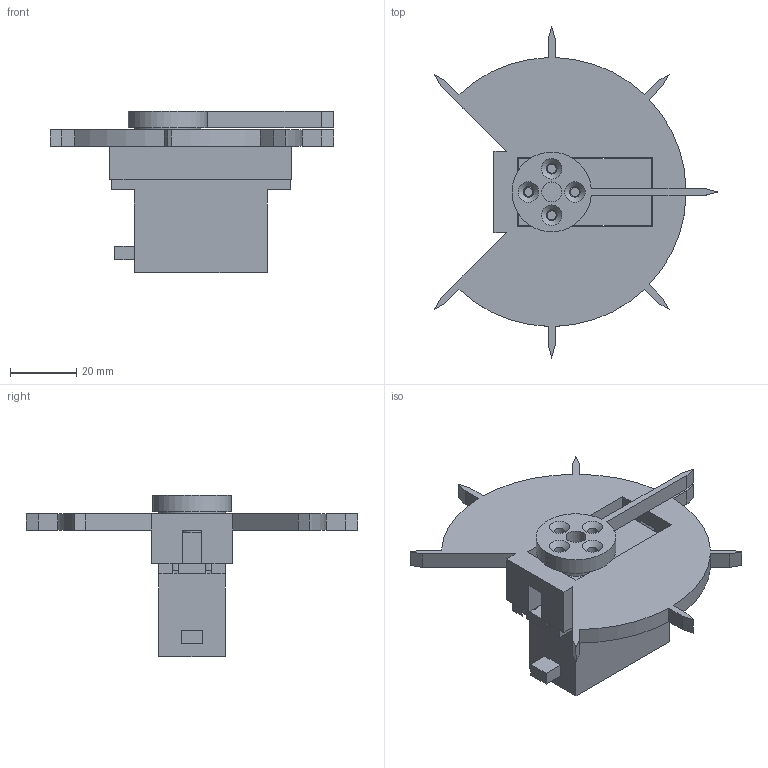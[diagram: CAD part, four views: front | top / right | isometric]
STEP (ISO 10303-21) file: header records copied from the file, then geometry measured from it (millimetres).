
FILE_DESCRIPTION(/* description */ ('','CAx-IF Rec.Pracs.---Representation and Presentation of Product Manufacturing Information (PMI)---4.0---2014-10-13'),/* implementation_level */ '2;1');
FILE_NAME(/* name */ 'ServoCalibrationJig.step',/* time_stamp */ '2025-03-06T23:09:07-08:00',/* author */ (''),/* organization */ (''),/* preprocessor_version */ 'ST-DEVELOPER v20',/* originating_system */ 'Autodesk Translation Framework v13.20.0.188',/* authorisation */ '');
FILE_SCHEMA (('AP242_MANAGED_MODEL_BASED_3D_ENGINEERING_MIM_LF { 1 0 10303 442 1 1 4 }'));
Length unit declared in the file: millimetre
Products named in the file (4): Servo Calibration Jig; DS3235 Servo - Metal Horn; ServoMount; ServoDial
Assembly tree (3 placements, depth 2):
  Servo Calibration Jig
    DS3235 Servo - Metal Horn
    ServoMount
    ServoDial
Bounding box: 85.36 x 100 x 48.7 mm (x, y, z)
Volume: 55301.2 mm3; surface area: 22086.6 mm2
Topology: 3 solids, 3 shells, 111 faces, 301 edges, 198 vertices
Faces by surface type: plane 81, cylinder 26, cone 4
Full cylindrical faces by diameter (mm): 2.7 x4, 3.2 x4, 4.2 x4, 6 x2, 20 x1
Entity records: 3635 total; most frequent: CARTESIAN_POINT 617, ORIENTED_EDGE 602, DIRECTION 597, EDGE_CURVE 301, LINE 241, VECTOR 241, VERTEX_POINT 198, AXIS2_PLACEMENT_3D 178
